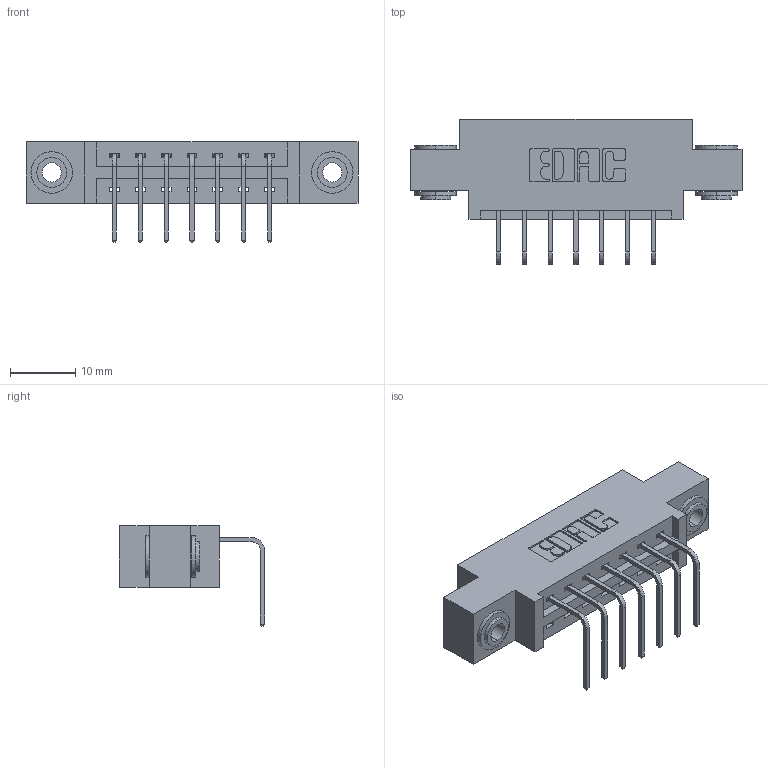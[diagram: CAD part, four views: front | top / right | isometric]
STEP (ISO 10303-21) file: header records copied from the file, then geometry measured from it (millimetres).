
FILE_DESCRIPTION (( 'STEP AP203' ), '1' );
FILE_NAME ('337-007-558-603.STEP', '2019-10-07T11:09:46', ( '' ), ( '' ), 'SwSTEP 2.0', 'SolidWorks 2016', '' );
FILE_SCHEMA (( 'CONFIG_CONTROL_DESIGN' ));
Length unit declared in the file: inch
Products named in the file (4): 345-292-001_558 Tail - 2; 337 Part_0.170 Offset - 0.156 Dia-TH; 337-007-558-603; 345-250-002_345-250-002-102
Assembly tree (10 placements, depth 2):
  337-007-558-603
    337 Part_0.170 Offset - 0.156 Dia-TH
    345-292-001_558 Tail - 2  x7
    345-250-002_345-250-002-102  x2
Bounding box: 50.75 x 22.17 x 15.37 mm (x, y, z)
Volume: 4761.8 mm3; surface area: 5198.7 mm2
Topology: 10 solids, 10 shells, 604 faces, 1757 edges, 1158 vertices
Faces by surface type: plane 420, cylinder 176, cone 8
Entity records: 10596 total; most frequent: CARTESIAN_POINT 1822, ORIENTED_EDGE 1758, DIRECTION 1639, EDGE_CURVE 879, VECTOR 727, LINE 727, VERTEX_POINT 582, AXIS2_PLACEMENT_3D 456
